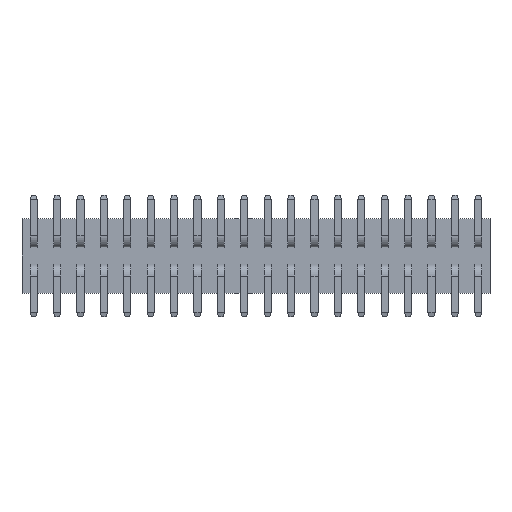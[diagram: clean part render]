
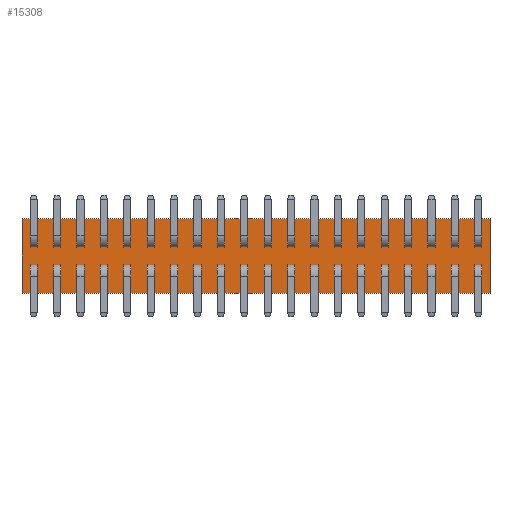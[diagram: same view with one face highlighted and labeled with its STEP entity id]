
A CAD part, front view. The second image highlights one B-rep face of the part: STEP entity #15308.
In plain terms, the highlighted planar face has unit normal (0, -1, 0).
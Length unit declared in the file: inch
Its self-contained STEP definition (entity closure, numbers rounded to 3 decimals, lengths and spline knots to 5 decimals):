
#170=ORIENTED_EDGE('',*,*,#4701,.T.);
#171=ORIENTED_EDGE('',*,*,#4702,.F.);
#172=ORIENTED_EDGE('',*,*,#4703,.F.);
#173=ORIENTED_EDGE('',*,*,#4699,.T.);
#4699=EDGE_CURVE('',#6965,#6964,#8369,.T.);
#4701=EDGE_CURVE('',#6964,#6966,#8371,.T.);
#4702=EDGE_CURVE('',#6967,#6966,#8372,.T.);
#4703=EDGE_CURVE('',#6965,#6967,#8373,.T.);
#6964=VERTEX_POINT('',#21287);
#6965=VERTEX_POINT('',#21289);
#6966=VERTEX_POINT('',#21293);
#6967=VERTEX_POINT('',#21295);
#8369=LINE('',#21288,#10555);
#8371=LINE('',#21292,#10557);
#8372=LINE('',#21294,#10558);
#8373=LINE('',#21296,#10559);
#10555=VECTOR('',#17190,39.37008);
#10557=VECTOR('',#17194,39.37008);
#10558=VECTOR('',#17195,39.37008);
#10559=VECTOR('',#17196,39.37008);
#12738=EDGE_LOOP('',(#170,#171,#172,#173));
#13608=FACE_BOUND('',#12738,.T.);
#14478=PLANE('',#16227);
#15308=ADVANCED_FACE('',(#13608),#14478,.F.);
#16227=AXIS2_PLACEMENT_3D('',#21291,#17192,#17193);
#17190=DIRECTION('',(-1.,0.,0.));
#17192=DIRECTION('',(0.,1.,0.));
#17193=DIRECTION('',(0.,0.,1.));
#17194=DIRECTION('',(0.,0.,-1.));
#17195=DIRECTION('',(-1.,0.,0.));
#17196=DIRECTION('',(0.,0.,-1.));
#21287=CARTESIAN_POINT('',(-0.3937,0.,0.0625));
#21288=CARTESIAN_POINT('',(0.3937,0.,0.0625));
#21289=CARTESIAN_POINT('',(0.3937,0.,0.0625));
#21291=CARTESIAN_POINT('',(0.3937,0.,0.0625));
#21292=CARTESIAN_POINT('',(-0.3937,0.,0.0625));
#21293=CARTESIAN_POINT('',(-0.3937,0.,-0.0625));
#21294=CARTESIAN_POINT('',(0.3937,0.,-0.0625));
#21295=CARTESIAN_POINT('',(0.3937,0.,-0.0625));
#21296=CARTESIAN_POINT('',(0.3937,0.,0.0625));
